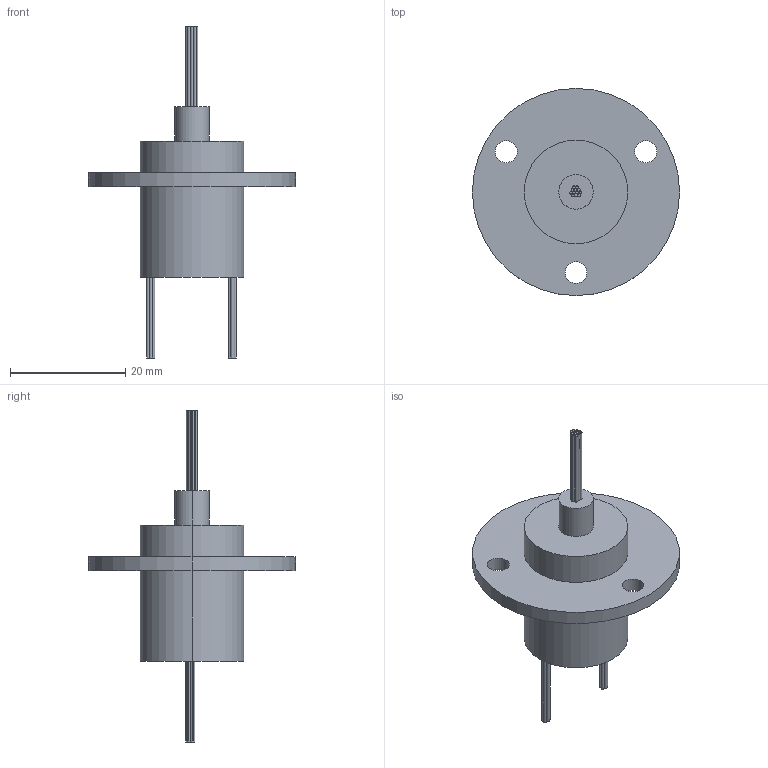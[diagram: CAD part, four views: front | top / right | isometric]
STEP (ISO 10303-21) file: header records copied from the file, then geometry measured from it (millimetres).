
FILE_DESCRIPTION (( 'STEP AP203' ), '1' );
FILE_NAME ('318M1-1200 Rev 1.STEP', '2013-06-21T18:19:36', ( '' ), ( '' ), 'SwSTEP 2.0', 'SolidWorks 2013', '' );
FILE_SCHEMA (( 'CONFIG_CONTROL_DESIGN' ));
Length unit declared in the file: millimetre
Products named in the file (1): 318M1-1200 Rev 1
Bounding box: 36 x 36 x 57.7 mm (x, y, z)
Volume: 8017.1 mm3; surface area: 4231.7 mm2
Topology: 14 solids, 14 shells, 104 faces, 186 edges, 124 vertices
Faces by surface type: cylinder 62, plane 42
Entity records: 2657 total; most frequent: DIRECTION 520, CARTESIAN_POINT 415, ORIENTED_EDGE 372, AXIS2_PLACEMENT_3D 229, EDGE_CURVE 186, VERTEX_POINT 124, CIRCLE 124, EDGE_LOOP 124
